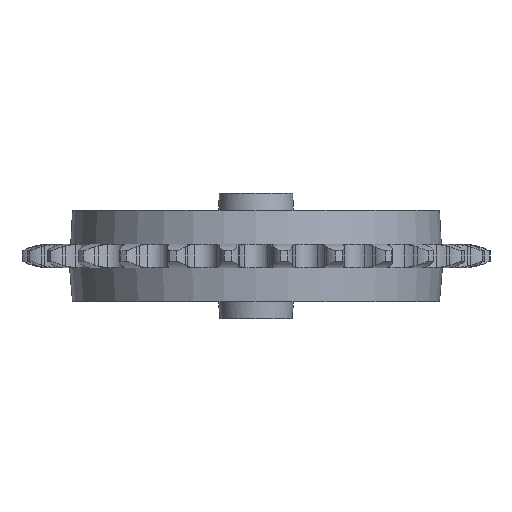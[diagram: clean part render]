
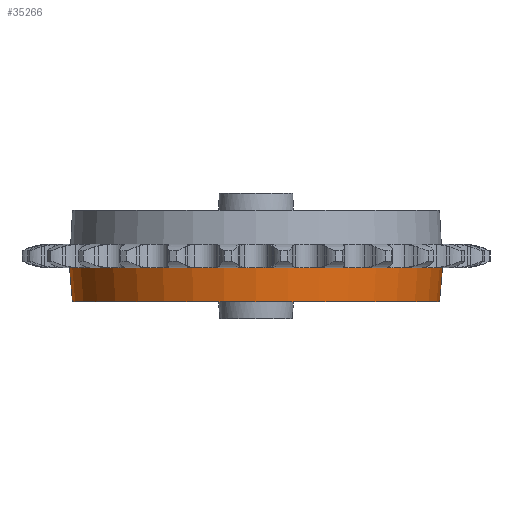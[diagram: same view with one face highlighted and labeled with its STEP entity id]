
A CAD part, front view. The second image highlights one B-rep face of the part: STEP entity #35266.
In plain terms, the highlighted conical face has half-angle 5 degrees and reference radius 22.359 mm.
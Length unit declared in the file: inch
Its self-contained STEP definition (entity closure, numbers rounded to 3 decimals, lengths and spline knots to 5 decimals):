
#794 = CARTESIAN_POINT ( 'NONE',  ( 0., 0., -0.05492 ) ) ;
#894 = CARTESIAN_POINT ( 'NONE',  ( 0., 0., -0.21654 ) ) ;
#2718 = VERTEX_POINT ( 'NONE', #20110 ) ;
#3878 = CARTESIAN_POINT ( 'NONE',  ( -0.88028, 0., -0.05492 ) ) ;
#4453 = DIRECTION ( 'NONE',  ( 1., 0., 0. ) ) ;
#7762 = EDGE_CURVE ( 'NONE', #43988, #40313, #41735, .T. ) ;
#8904 = DIRECTION ( 'NONE',  ( 1., 0., 0. ) ) ;
#10335 = LINE ( 'NONE', #54979, #43352 ) ;
#12416 = CARTESIAN_POINT ( 'NONE',  ( -0.88028, 0., -0.05492 ) ) ;
#16734 = ORIENTED_EDGE ( 'NONE', *, *, #7762, .F. ) ;
#17286 = ORIENTED_EDGE ( 'NONE', *, *, #29516, .T. ) ;
#17675 = DIRECTION ( 'NONE',  ( 0., 0., 1. ) ) ;
#18036 = ORIENTED_EDGE ( 'NONE', *, *, #45584, .T. ) ;
#18660 = ORIENTED_EDGE ( 'NONE', *, *, #31657, .T. ) ;
#20110 = CARTESIAN_POINT ( 'NONE',  ( 0.86614, 0., -0.21654 ) ) ;
#20159 = VECTOR ( 'NONE', #43118, 39.37008 ) ;
#20657 = DIRECTION ( 'NONE',  ( 0.087, 0., 0.996 ) ) ;
#22044 = CARTESIAN_POINT ( 'NONE',  ( -0.86614, 0., -0.21654 ) ) ;
#23001 = AXIS2_PLACEMENT_3D ( 'NONE', #794, #39606, #8904 ) ;
#23438 = DIRECTION ( 'NONE',  ( 1., 0., 0. ) ) ;
#23557 = EDGE_LOOP ( 'NONE', ( #16734, #18036, #17286, #18660 ) ) ;
#23666 = AXIS2_PLACEMENT_3D ( 'NONE', #894, #17675, #4453 ) ;
#29244 = VERTEX_POINT ( 'NONE', #30533 ) ;
#29516 = EDGE_CURVE ( 'NONE', #2718, #29244, #10335, .T. ) ;
#30533 = CARTESIAN_POINT ( 'NONE',  ( 0.88028, 0., -0.05492 ) ) ;
#31657 = EDGE_CURVE ( 'NONE', #29244, #40313, #37789, .T. ) ;
#31910 = CIRCLE ( 'NONE', #23666, 0.86614 ) ;
#33442 = AXIS2_PLACEMENT_3D ( 'NONE', #44974, #49312, #23438 ) ;
#35266 = ADVANCED_FACE ( 'NONE', ( #41654 ), #52531, .T. ) ;
#37789 = CIRCLE ( 'NONE', #33442, 0.88028 ) ;
#39606 = DIRECTION ( 'NONE',  ( 0., 0., 1. ) ) ;
#40313 = VERTEX_POINT ( 'NONE', #3878 ) ;
#41654 = FACE_OUTER_BOUND ( 'NONE', #23557, .T. ) ;
#41735 = LINE ( 'NONE', #12416, #20159 ) ;
#43118 = DIRECTION ( 'NONE',  ( -0.087, 0., 0.996 ) ) ;
#43352 = VECTOR ( 'NONE', #20657, 39.37008 ) ;
#43988 = VERTEX_POINT ( 'NONE', #22044 ) ;
#44974 = CARTESIAN_POINT ( 'NONE',  ( 0., 0., -0.05492 ) ) ;
#45584 = EDGE_CURVE ( 'NONE', #43988, #2718, #31910, .T. ) ;
#49312 = DIRECTION ( 'NONE',  ( 0., 0., -1. ) ) ;
#52531 = CONICAL_SURFACE ( 'NONE', #23001, 0.88028, 0.087 ) ;
#54979 = CARTESIAN_POINT ( 'NONE',  ( 0.88028, 0., -0.05492 ) ) ;
